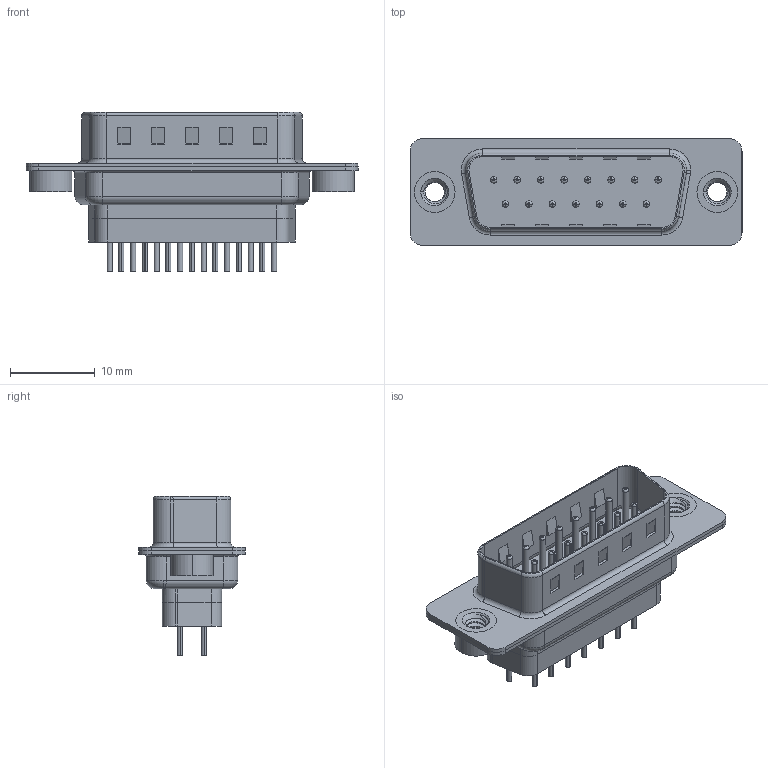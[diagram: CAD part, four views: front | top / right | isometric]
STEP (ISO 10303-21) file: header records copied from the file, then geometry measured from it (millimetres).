
FILE_DESCRIPTION (( 'STEP AP203' ), '1' );
FILE_NAME ('627-015-228-042.STEP', '2020-07-21T15:46:23', ( '' ), ( '' ), 'SwSTEP 2.0', 'SolidWorks 2020', '' );
FILE_SCHEMA (( 'CONFIG_CONTROL_DESIGN' ));
Length unit declared in the file: millimetre
Products named in the file (7): 627-015-228-042; 627 4-40 Threaded Rivet; 627 Contact Row 1_28L; 627 Shell Rear_15 Contacts; 627 Contact Row 2_28L; 627 Shell Front_15 Contacts; 627 Housing_15 FF
Assembly tree (20 placements, depth 2):
  627-015-228-042
    627 Housing_15 FF
    627 Shell Front_15 Contacts
    627 Shell Rear_15 Contacts
    627 Contact Row 1_28L  x8
    627 Contact Row 2_28L  x7
    627 4-40 Threaded Rivet  x2
Bounding box: 39.15 x 12.6 x 18.8 mm (x, y, z)
Volume: 2205.4 mm3; surface area: 6089.5 mm2
Topology: 21 solids, 21 shells, 1847 faces, 4819 edges, 2995 vertices
Faces by surface type: cylinder 721, plane 505, torus 455, cone 160, bspline 6
Entity records: 22700 total; most frequent: CARTESIAN_POINT 5392, DIRECTION 3625, ORIENTED_EDGE 3256, EDGE_CURVE 1628, AXIS2_PLACEMENT_3D 1440, VERTEX_POINT 1035, EDGE_LOOP 779, CIRCLE 774
